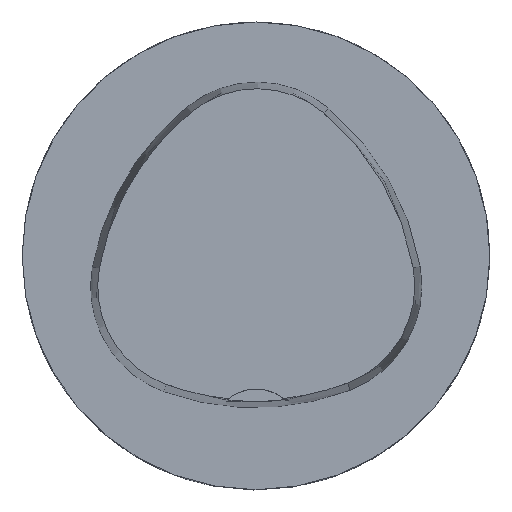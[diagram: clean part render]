
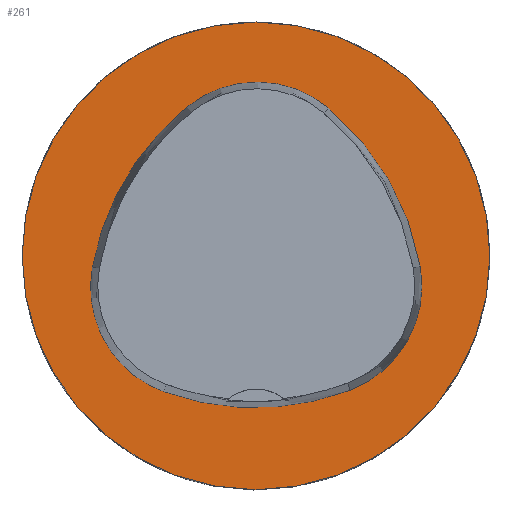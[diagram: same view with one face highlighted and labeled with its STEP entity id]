
A CAD part, top view. The second image highlights one B-rep face of the part: STEP entity #261.
In plain terms, the highlighted planar face has unit normal (0, 0, 1).
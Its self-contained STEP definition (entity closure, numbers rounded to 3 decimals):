
#261=ADVANCED_FACE('',(#520,#521),#318,.T.);
#318=PLANE('',#1544);
#520=FACE_BOUND('',#577,.T.);
#521=FACE_BOUND('',#578,.T.);
#577=EDGE_LOOP('',(#843,#844,#845,#846,#847,#848));
#578=EDGE_LOOP('',(#849));
#843=ORIENTED_EDGE('',*,*,#1265,.T.);
#844=ORIENTED_EDGE('',*,*,#1245,.T.);
#845=ORIENTED_EDGE('',*,*,#1249,.T.);
#846=ORIENTED_EDGE('',*,*,#1252,.T.);
#847=ORIENTED_EDGE('',*,*,#1255,.T.);
#848=ORIENTED_EDGE('',*,*,#1263,.T.);
#849=ORIENTED_EDGE('',*,*,#1236,.F.);
#1084=VERTEX_POINT('',#2399);
#1093=VERTEX_POINT('',#2418);
#1094=VERTEX_POINT('',#2419);
#1097=VERTEX_POINT('',#2427);
#1099=VERTEX_POINT('',#2433);
#1101=VERTEX_POINT('',#2439);
#1108=VERTEX_POINT('',#2460);
#1236=EDGE_CURVE('',#1084,#1084,#1326,.T.);
#1245=EDGE_CURVE('',#1093,#1094,#1327,.T.);
#1249=EDGE_CURVE('',#1094,#1097,#1329,.T.);
#1252=EDGE_CURVE('',#1097,#1099,#1331,.T.);
#1255=EDGE_CURVE('',#1099,#1101,#1333,.T.);
#1263=EDGE_CURVE('',#1101,#1108,#1337,.T.);
#1265=EDGE_CURVE('',#1108,#1093,#1339,.T.);
#1326=CIRCLE('',#1516,31.5);
#1327=CIRCLE('',#1522,36.);
#1329=CIRCLE('',#1525,15.);
#1331=CIRCLE('',#1528,36.);
#1333=CIRCLE('',#1531,15.);
#1337=CIRCLE('',#1536,36.);
#1339=CIRCLE('',#1539,15.);
#1516=AXIS2_PLACEMENT_3D('',#2398,#1814,#1815);
#1522=AXIS2_PLACEMENT_3D('',#2417,#1830,#1831);
#1525=AXIS2_PLACEMENT_3D('',#2426,#1838,#1839);
#1528=AXIS2_PLACEMENT_3D('',#2432,#1845,#1846);
#1531=AXIS2_PLACEMENT_3D('',#2438,#1852,#1853);
#1536=AXIS2_PLACEMENT_3D('',#2461,#1864,#1865);
#1539=AXIS2_PLACEMENT_3D('',#2464,#1870,#1871);
#1544=AXIS2_PLACEMENT_3D('',#2469,#1880,#1881);
#1814=DIRECTION('',(0.,0.,-1.));
#1815=DIRECTION('',(-1.,0.,0.));
#1830=DIRECTION('',(0.,0.,-1.));
#1831=DIRECTION('',(-1.,0.,0.));
#1838=DIRECTION('',(0.,0.,-1.));
#1839=DIRECTION('',(-1.,0.,0.));
#1845=DIRECTION('',(0.,0.,-1.));
#1846=DIRECTION('',(-1.,0.,0.));
#1852=DIRECTION('',(0.,0.,-1.));
#1853=DIRECTION('',(-1.,0.,0.));
#1864=DIRECTION('',(0.,0.,-1.));
#1865=DIRECTION('',(-1.,0.,0.));
#1870=DIRECTION('',(0.,0.,-1.));
#1871=DIRECTION('',(-1.,0.,0.));
#1880=DIRECTION('',(0.,0.,1.));
#1881=DIRECTION('',(1.,0.,0.));
#2398=CARTESIAN_POINT('',(0.,0.,
0.));
#2399=CARTESIAN_POINT('',(-31.5,0.,0.));
#2417=CARTESIAN_POINT('',(13.398,-7.893,0.));
#2418=CARTESIAN_POINT('',(-22.041,-1.562,0.));
#2419=CARTESIAN_POINT('',(-9.317,20.036,0.));
#2426=CARTESIAN_POINT('',(0.148,8.399,0.));
#2427=CARTESIAN_POINT('',(9.779,19.898,0.));
#2432=CARTESIAN_POINT('',(-13.337,-7.7,0.));
#2433=CARTESIAN_POINT('',(22.122,-1.48,0.));
#2438=CARTESIAN_POINT('',(7.347,-4.071,0.));
#2439=CARTESIAN_POINT('',(12.693,-18.087,0.));
#2460=CARTESIAN_POINT('',(-12.373,-18.307,0.));
#2461=CARTESIAN_POINT('',(-0.137,15.55,0.));
#2464=CARTESIAN_POINT('',(-7.275,-4.2,0.));
#2469=CARTESIAN_POINT('',(0.,0.,
0.));
